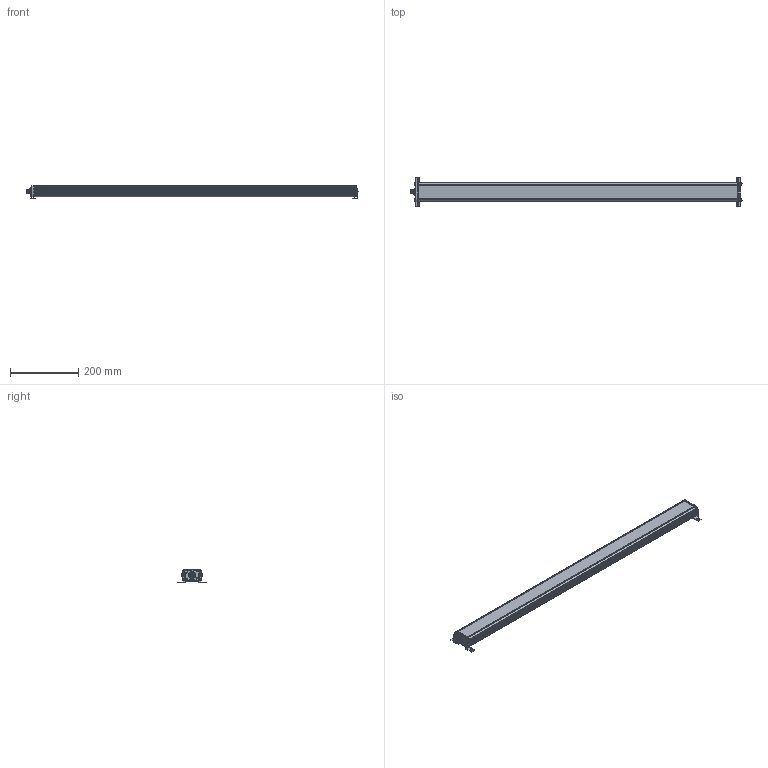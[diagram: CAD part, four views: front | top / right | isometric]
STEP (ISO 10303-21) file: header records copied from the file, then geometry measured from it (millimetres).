
FILE_DESCRIPTION (( 'STEP AP214' ), '1' );
FILE_NAME ('WPS-900-xx-QD.STEP', '2026-03-02T18:42:53', ( '' ), ( '' ), 'SwSTEP 2.0', 'SolidWorks 2017', '' );
FILE_SCHEMA (( 'AUTOMOTIVE_DESIGN' ));
Length unit declared in the file: inch
Products named in the file (1): WPS-900-xx-QD
Bounding box: 973.83 x 86.5 x 39.3 mm (x, y, z)
Volume: 689613.8 mm3; surface area: 641531.6 mm2
Topology: 10 solids, 10 shells, 4418 faces, 12641 edges, 8448 vertices
Faces by surface type: plane 2496, cylinder 925, sphere 768, cone 110, bspline 107, torus 12
Entity records: 176737 total; most frequent: CARTESIAN_POINT 41998, DIRECTION 24014, ORIENTED_EDGE 23106, EDGE_CURVE 11553, AXIS2_PLACEMENT_3D 8554, VERTEX_POINT 8128, VECTOR 6906, LINE 6906
